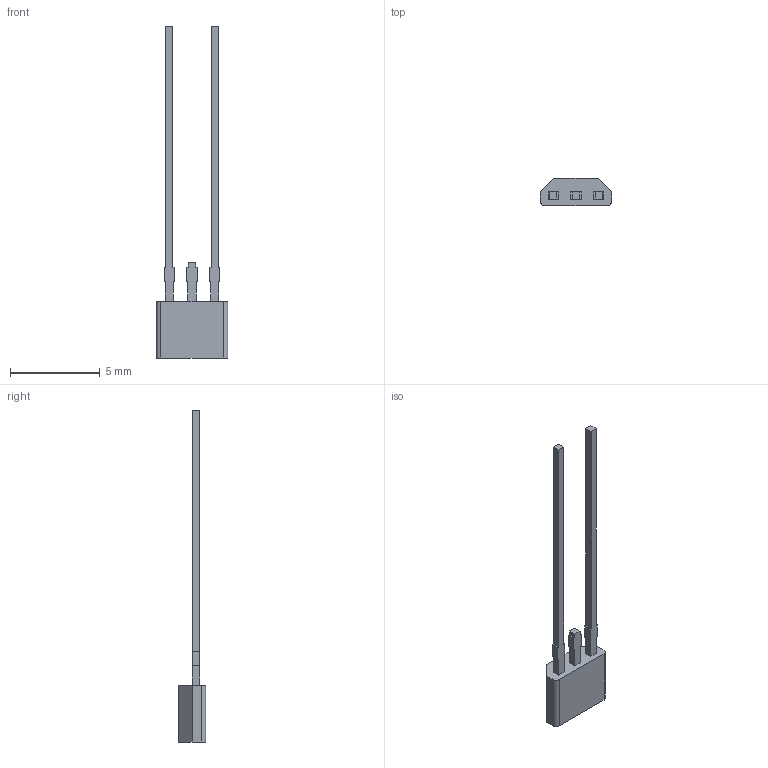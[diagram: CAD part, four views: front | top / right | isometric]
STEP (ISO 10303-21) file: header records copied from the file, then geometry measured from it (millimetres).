
FILE_DESCRIPTION((''),'2;1');
FILE_NAME('LPG0002A_ASM','2015-03-06T',('a0412025'),(''),'PRO/ENGINEER BY PARAMETRIC TECHNOLOGY CORPORATION, 2011490','PRO/ENGINEER BY PARAMETRIC TECHNOLOGY CORPORATION, 2011490','');
FILE_SCHEMA(('AUTOMOTIVE_DESIGN_CC2 { 1 2 10303 214 -1 1 5 2 }'));
Length unit declared in the file: millimetre
Products named in the file (4): BODY-TO92; LEAD-TO92; LEAD-TO92_AF0; LPG0002A_ASM
Assembly tree (4 placements, depth 2):
  LPG0002A_ASM
    BODY-TO92
    LEAD-TO92  x2
    LEAD-TO92_AF0
Bounding box: 4 x 1.52 x 18.45 mm (x, y, z)
Volume: 23 mm3; surface area: 98.7 mm2
Topology: 4 solids, 4 shells, 52 faces, 132 edges, 88 vertices
Faces by surface type: plane 50, cylinder 2
Entity records: 1560 total; most frequent: CARTESIAN_POINT 206, DIRECTION 192, ORIENTED_EDGE 192, PRESENTATION_STYLE_ASSIGNMENT 99, STYLED_ITEM 99, CURVE_STYLE 96, EDGE_CURVE 96, VECTOR 92
